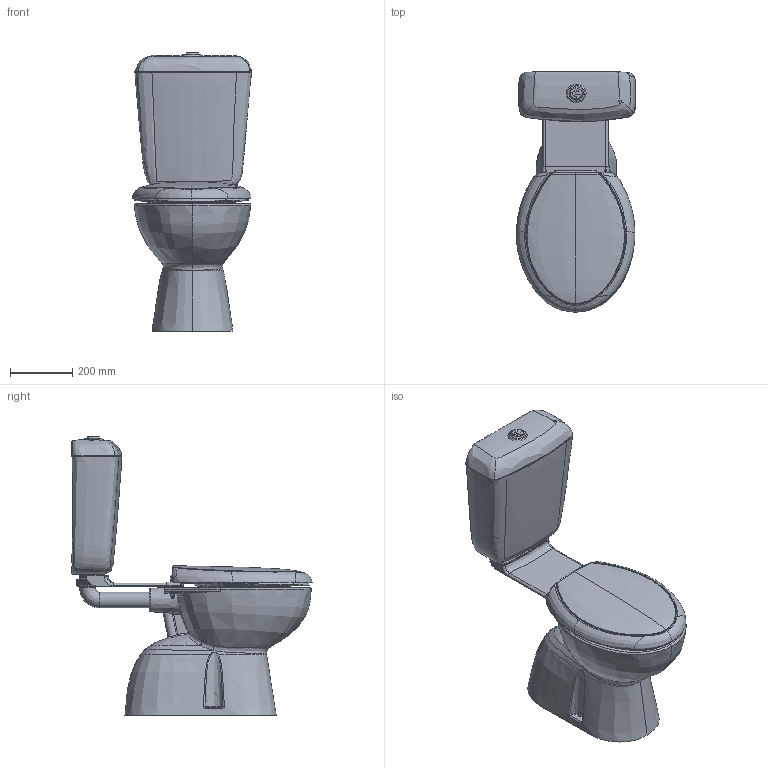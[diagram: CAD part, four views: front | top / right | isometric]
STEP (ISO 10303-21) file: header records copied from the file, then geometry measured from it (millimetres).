
FILE_DESCRIPTION(/* description */ (''),/* implementation_level */ '2;1');
FILE_NAME(/* name */ 'STEP - 9502975',/* time_stamp */ '2025-04-01T14:20:26+11:00',/* author */ (''),/* organization */ (''),/* preprocessor_version */ 'ST-DEVELOPER v16.5',/* originating_system */ 'Rhino 7.37',/* authorisation */ '');
FILE_SCHEMA (('AUTOMOTIVE_DESIGN'));
Products named in the file (1): Document
Bounding box: 382.52 x 769.85 x 894.4 mm (x, y, z)
Volume: 15824378.1 mm3; surface area: 2625606.4 mm2
Topology: 22 solids, 32 shells, 2988 faces, 7374 edges, 4511 vertices
Faces by surface type: bspline 1410, plane 841, cylinder 737
Entity records: 505663 total; most frequent: CARTESIAN_POINT 459316, ORIENTED_EDGE 14675, EDGE_CURVE 7363, B_SPLINE_CURVE_WITH_KNOTS 5253, VERTEX_POINT 4508, EDGE_LOOP 3107, ADVANCED_FACE 2988, FACE_OUTER_BOUND 2988
